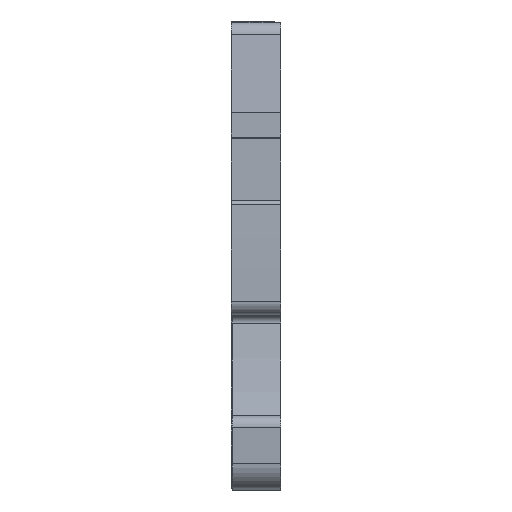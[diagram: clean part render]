
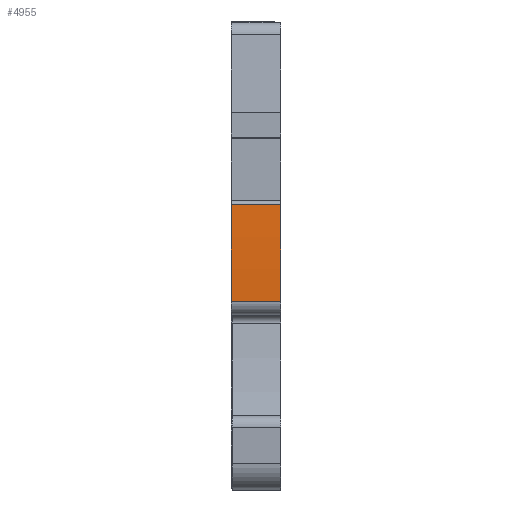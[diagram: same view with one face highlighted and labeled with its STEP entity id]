
A CAD part, front view. The second image highlights one B-rep face of the part: STEP entity #4955.
In plain terms, the highlighted cylindrical face has radius 122.182 mm (diameter 244.364 mm), a partial arc.
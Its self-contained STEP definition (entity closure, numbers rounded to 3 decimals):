
#312=AXIS2_PLACEMENT_3D('Circle Axis2P3D',#310,#311,$) ;
#3389=AXIS2_PLACEMENT_3D('Circle Axis2P3D',#3387,#3388,$) ;
#4942=AXIS2_PLACEMENT_3D('Cylinder Axis2P3D',#4939,#4940,#4941) ;
#307=CARTESIAN_POINT('Vertex',(3.5,1.514,20.35)) ;
#310=CARTESIAN_POINT('Axis2P3D Location',(3.5,123.652,17.05)) ;
#314=CARTESIAN_POINT('Vertex',(3.5,1.524,13.42)) ;
#3384=CARTESIAN_POINT('Vertex',(0.,1.524,13.42)) ;
#3387=CARTESIAN_POINT('Axis2P3D Location',(0.,123.652,17.05)) ;
#3391=CARTESIAN_POINT('Vertex',(0.,1.514,20.35)) ;
#4927=CARTESIAN_POINT('Line Origine',(1.75,1.514,20.35)) ;
#4939=CARTESIAN_POINT('Axis2P3D Location',(1.75,123.652,17.05)) ;
#4944=CARTESIAN_POINT('Line Origine',(1.75,1.524,13.42)) ;
#311=DIRECTION('Axis2P3D Direction',(1.,0.,0.)) ;
#3388=DIRECTION('Axis2P3D Direction',(1.,0.,0.)) ;
#4928=DIRECTION('Vector Direction',(-1.,0.,0.)) ;
#4940=DIRECTION('Axis2P3D Direction',(1.,0.,0.)) ;
#4941=DIRECTION('Axis2P3D XDirection',(0.,-0.992,0.126)) ;
#4945=DIRECTION('Vector Direction',(1.,0.,0.)) ;
#4929=VECTOR('Line Direction',#4928,1.) ;
#4946=VECTOR('Line Direction',#4945,1.) ;
#4950=ORIENTED_EDGE('',*,*,#3393,.T.) ;
#4951=ORIENTED_EDGE('',*,*,#4948,.F.) ;
#4952=ORIENTED_EDGE('',*,*,#316,.F.) ;
#4953=ORIENTED_EDGE('',*,*,#4931,.T.) ;
#4955=ADVANCED_FACE('V1',(#4954),#4943,.T.) ;
#313=CIRCLE('generated circle',#312,122.182) ;
#3390=CIRCLE('generated circle',#3389,122.182) ;
#4943=CYLINDRICAL_SURFACE('generated cylinder',#4942,122.182) ;
#316=EDGE_CURVE('',#308,#315,#313,.T.) ;
#3393=EDGE_CURVE('',#3392,#3385,#3390,.T.) ;
#4931=EDGE_CURVE('',#308,#3392,#4930,.T.) ;
#4948=EDGE_CURVE('',#315,#3385,#4947,.F.) ;
#4949=EDGE_LOOP('',(#4950,#4951,#4952,#4953)) ;
#4954=FACE_OUTER_BOUND('',#4949,.T.) ;
#4930=LINE('Line',#4927,#4929) ;
#4947=LINE('Line',#4944,#4946) ;
#308=VERTEX_POINT('',#307) ;
#315=VERTEX_POINT('',#314) ;
#3385=VERTEX_POINT('',#3384) ;
#3392=VERTEX_POINT('',#3391) ;
